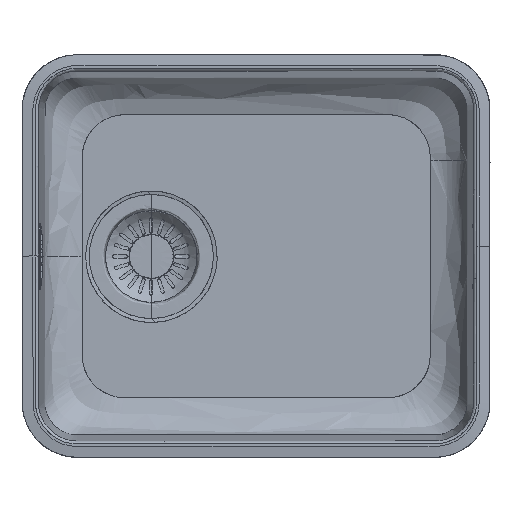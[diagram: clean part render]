
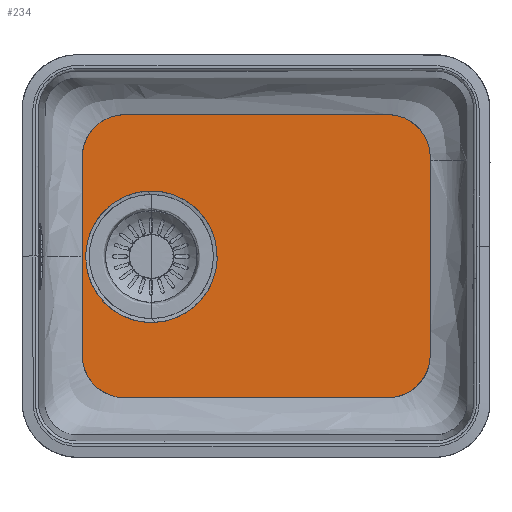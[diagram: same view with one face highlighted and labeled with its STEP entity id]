
A CAD part, top view. The second image highlights one B-rep face of the part: STEP entity #234.
In plain terms, the highlighted planar face has unit normal (0, 0, 1).
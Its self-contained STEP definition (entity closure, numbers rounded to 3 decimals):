
#234=ADVANCED_FACE($,(#574,#381),#4206,.T.);
#381=FACE_BOUND($,#878,.T.);
#574=FACE_OUTER_BOUND($,#877,.T.);
#877=EDGE_LOOP($,(#1885));
#878=EDGE_LOOP($,(#1886));
#1885=ORIENTED_EDGE($,*,*,#3050,.T.);
#1886=ORIENTED_EDGE($,*,*,#3051,.F.);
#3050=EDGE_CURVE($,#3723,#3723,#4279,.T.);
#3051=EDGE_CURVE($,#3724,#3724,#4280,.T.);
#3723=VERTEX_POINT($,#6998);
#3724=VERTEX_POINT($,#6999);
#4206=PLANE($,#5324);
#4279=(
BOUNDED_CURVE()
B_SPLINE_CURVE(2,(#6947,#6948,#6949,#6950,#6951,#6952,#6953,#6954,#6955,
#6956,#6957,#6958,#6959,#6960,#6961,#6962,#6963),.UNSPECIFIED.,.T.,.F.)
B_SPLINE_CURVE_WITH_KNOTS((3,2,2,2,2,2,2,2,3),(0.,241.653,303.058,
485.141,546.546,788.199,849.604,1031.687,
1093.092),.UNSPECIFIED.)
CURVE()
GEOMETRIC_REPRESENTATION_ITEM()
RATIONAL_B_SPLINE_CURVE((1.,1.,1.,0.707,1.,1.,1.,0.707,
1.,1.,1.,0.707,1.,1.,1.,0.707,1.))
REPRESENTATION_ITEM($)
);
#4280=(
BOUNDED_CURVE()
B_SPLINE_CURVE(3,(#6964,#6965,#6966,#6967,#6968,#6969,#6970,#6971,#6972,
#6973,#6974,#6975,#6976,#6977,#6978,#6979,#6980,#6981,#6982,#6983,#6984,
#6985,#6986,#6987,#6988,#6989,#6990,#6991,#6992,#6993,#6994,#6995,#6996),
.UNSPECIFIED.,.T.,.F.)
B_SPLINE_CURVE_WITH_KNOTS((4,1,1,1,1,1,1,1,1,1,1,1,1,1,1,1,1,1,1,1,1,1,1,
1,1,1,1,1,1,1,4),(0.,2.757,5.514,8.27,16.811,
30.909,45.707,60.785,75.676,89.943,
103.3,117.025,131.588,146.609,161.63,
176.193,189.919,203.276,217.543,232.433,
247.511,262.309,276.407,289.681,303.598,
318.287,333.346,348.311,362.733,373.499,
376.256),.UNSPECIFIED.)
CURVE()
GEOMETRIC_REPRESENTATION_ITEM()
RATIONAL_B_SPLINE_CURVE((1.,1.,1.,1.,1.,1.,1.,1.,1.,1.,1.,1.,1.,1.,1.,1.,
1.,1.,1.,1.,1.,1.,1.,1.,1.,1.,1.,1.,1.,1.,1.,1.,1.))
REPRESENTATION_ITEM($)
);
#5324=AXIS2_PLACEMENT_3D($,#6997,#5547,$);
#5547=DIRECTION($,(0.,0.,1.));
#6947=CARTESIAN_POINT($,(59.319,-129.861,-2.326));
#6948=CARTESIAN_POINT($,(180.145,-129.861,-2.326));
#6949=CARTESIAN_POINT($,(300.972,-129.861,-2.326));
#6950=CARTESIAN_POINT($,(340.064,-129.861,-2.326));
#6951=CARTESIAN_POINT($,(340.064,-90.769,-2.326));
#6952=CARTESIAN_POINT($,(340.064,0.272,-2.326));
#6953=CARTESIAN_POINT($,(340.064,91.313,-2.326));
#6954=CARTESIAN_POINT($,(340.064,130.405,-2.326));
#6955=CARTESIAN_POINT($,(300.972,130.405,-2.326));
#6956=CARTESIAN_POINT($,(180.145,130.405,-2.326));
#6957=CARTESIAN_POINT($,(59.319,130.405,-2.326));
#6958=CARTESIAN_POINT($,(20.227,130.405,-2.326));
#6959=CARTESIAN_POINT($,(20.227,91.313,-2.326));
#6960=CARTESIAN_POINT($,(20.227,0.272,-2.326));
#6961=CARTESIAN_POINT($,(20.227,-90.769,-2.326));
#6962=CARTESIAN_POINT($,(20.227,-129.861,-2.326));
#6963=CARTESIAN_POINT($,(59.319,-129.861,-2.326));
#6964=CARTESIAN_POINT($,(23.456,-0.225,-2.326));
#6965=CARTESIAN_POINT($,(23.456,-1.152,-2.326));
#6966=CARTESIAN_POINT($,(23.499,-3.007,-2.326));
#6967=CARTESIAN_POINT($,(23.691,-5.783,-2.326));
#6968=CARTESIAN_POINT($,(24.234,-10.482,-2.326));
#6969=CARTESIAN_POINT($,(26.014,-18.86,-2.326));
#6970=CARTESIAN_POINT($,(30.934,-30.549,-2.326));
#6971=CARTESIAN_POINT($,(39.833,-42.509,-2.326));
#6972=CARTESIAN_POINT($,(51.622,-52.074,-2.326));
#6973=CARTESIAN_POINT($,(65.245,-58.344,-2.326));
#6974=CARTESIAN_POINT($,(79.396,-61.035,-2.326));
#6975=CARTESIAN_POINT($,(93.381,-60.438,-2.326));
#6976=CARTESIAN_POINT($,(106.977,-56.692,-2.326));
#6977=CARTESIAN_POINT($,(119.824,-49.591,-2.326));
#6978=CARTESIAN_POINT($,(130.87,-39.258,-2.326));
#6979=CARTESIAN_POINT($,(139.005,-26.507,-2.326));
#6980=CARTESIAN_POINT($,(143.634,-12.578,-2.326));
#6981=CARTESIAN_POINT($,(144.827,1.474,-2.326));
#6982=CARTESIAN_POINT($,(142.854,15.332,-2.326));
#6983=CARTESIAN_POINT($,(137.618,28.751,-2.326));
#6984=CARTESIAN_POINT($,(128.959,40.996,-2.326));
#6985=CARTESIAN_POINT($,(117.398,50.834,-2.326));
#6986=CARTESIAN_POINT($,(104.01,57.393,-2.326));
#6987=CARTESIAN_POINT($,(90.052,60.431,-2.326));
#6988=CARTESIAN_POINT($,(76.077,60.232,-2.326));
#6989=CARTESIAN_POINT($,(62.303,56.843,-2.326));
#6990=CARTESIAN_POINT($,(49.175,50.007,-2.326));
#6991=CARTESIAN_POINT($,(37.861,39.914,-2.326));
#6992=CARTESIAN_POINT($,(29.456,27.404,-2.326));
#6993=CARTESIAN_POINT($,(24.84,14.605,-2.326));
#6994=CARTESIAN_POINT($,(23.561,5.253,-2.326));
#6995=CARTESIAN_POINT($,(23.456,0.703,-2.326));
#6996=CARTESIAN_POINT($,(23.456,-0.225,-2.326));
#6997=CARTESIAN_POINT($,(20.227,-129.861,-2.326));
#6998=CARTESIAN_POINT($,(59.319,-129.861,-2.326));
#6999=CARTESIAN_POINT($,(23.456,-0.225,-2.326));
